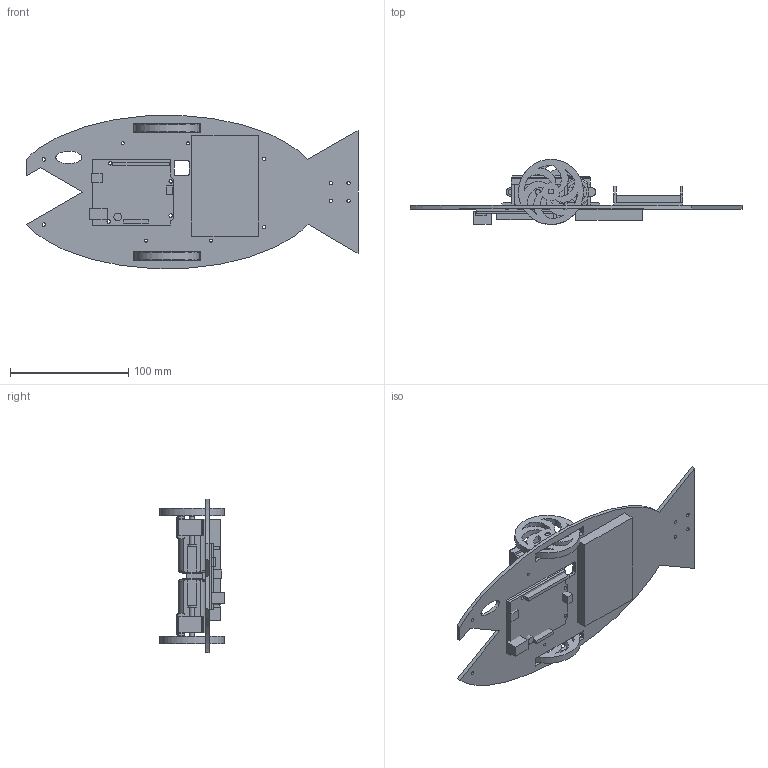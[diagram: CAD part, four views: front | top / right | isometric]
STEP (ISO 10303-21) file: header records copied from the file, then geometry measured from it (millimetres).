
FILE_DESCRIPTION(('FreeCAD Model'),'2;1');
FILE_NAME('Open CASCADE Shape Model','2022-07-14T14:58:34',('Author'),( ''),'Open CASCADE STEP processor 7.5','FreeCAD','Unknown');
FILE_SCHEMA(('AUTOMOTIVE_DESIGN { 1 0 10303 214 1 1 1 1 }'));
Length unit declared in the file: millimetre
Products named in the file (19): Base; Assembly; Body; Arduino; Extrude002; Extrude003; Extrude004; Extrude005; Extrude006; Extrude001; Extrude; Battery Holder; Battery Holder body; Part
Assembly tree (21 placements, depth 4):
  Base
    Assembly
      Body  x2
      Body  x2
      Arduino
        Extrude002
        Extrude003
        Extrude004
        Extrude005
        Extrude006
        Extrude001
        Extrude
      Body  x2
      Battery Holder
        Battery Holder body
      Part
        Extrude
    Part
      Body
Bounding box: 280.65 x 54.96 x 129.55 mm (x, y, z)
Volume: 237642.6 mm3; surface area: 139534.2 mm2
Topology: 17 solids, 17 shells, 480 faces, 1234 edges, 785 vertices
Faces by surface type: plane 342, cylinder 131, torus 4, extrusion 3
Full cylindrical faces by diameter (mm): 2.5 x4, 2.55 x4, 2.6 x4, 2.9 x14, 3 x8, 3.6 x2, 4.21 x2, 6.6 x1, 55 x2
Entity records: 21365 total; most frequent: CARTESIAN_POINT 4000, DIRECTION 3260, VECTOR 2056, LINE 2053, ORIENTED_EDGE 1640, PCURVE 1640, DEFINITIONAL_REPRESENTATION 1640, EDGE_CURVE 820
